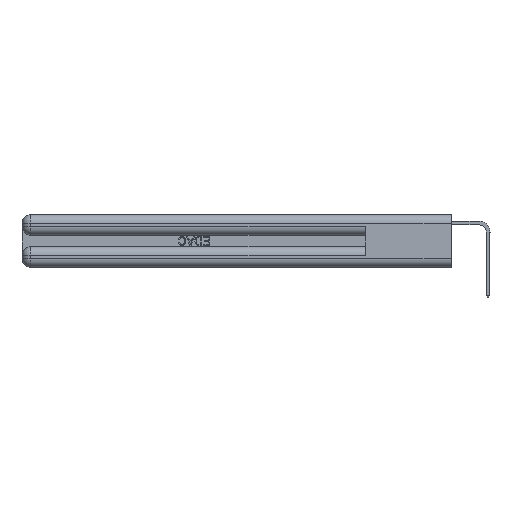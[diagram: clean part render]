
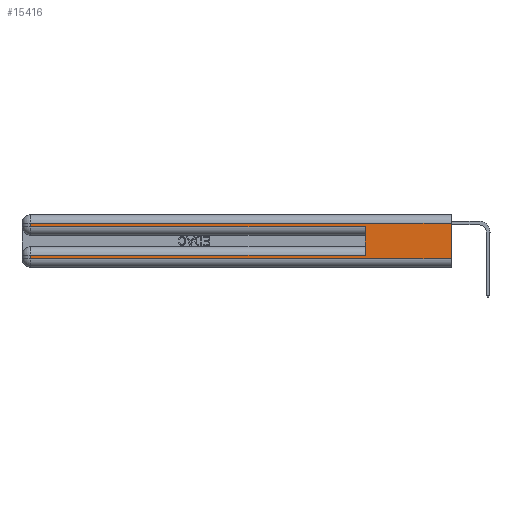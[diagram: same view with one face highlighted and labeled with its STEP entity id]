
A CAD part, left-side view. The second image highlights one B-rep face of the part: STEP entity #15416.
In plain terms, the highlighted planar face has unit normal (-1, 0, 0).
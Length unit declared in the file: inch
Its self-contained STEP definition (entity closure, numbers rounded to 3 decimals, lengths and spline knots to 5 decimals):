
#432 = CARTESIAN_POINT ( 'NONE',  ( 0., 0.6, 0.285 ) ) ;
#722 = LINE ( 'NONE', #15661, #26070 ) ;
#813 = CARTESIAN_POINT ( 'NONE',  ( 0., 0., 0.31 ) ) ;
#1054 = VERTEX_POINT ( 'NONE', #432 ) ;
#1467 = LINE ( 'NONE', #12664, #5733 ) ;
#1660 = EDGE_CURVE ( 'NONE', #11355, #4265, #10121, .T. ) ;
#1885 = PLANE ( 'NONE',  #16441 ) ;
#2700 = CARTESIAN_POINT ( 'NONE',  ( 0., 2.94, 0.06 ) ) ;
#2774 = VERTEX_POINT ( 'NONE', #2700 ) ;
#3111 = ORIENTED_EDGE ( 'NONE', *, *, #26811, .T. ) ;
#3552 = VECTOR ( 'NONE', #20425, 39.37008 ) ;
#4265 = VERTEX_POINT ( 'NONE', #21463 ) ;
#4782 = VECTOR ( 'NONE', #16766, 39.37008 ) ;
#5333 = DIRECTION ( 'NONE',  ( 0., 0., -1. ) ) ;
#5733 = VECTOR ( 'NONE', #5333, 39.37008 ) ;
#6373 = FACE_OUTER_BOUND ( 'NONE', #11969, .T. ) ;
#6985 = CARTESIAN_POINT ( 'NONE',  ( 0., 2.94, 0.085 ) ) ;
#7455 = EDGE_CURVE ( 'NONE', #22816, #1054, #9801, .T. ) ;
#8089 = CARTESIAN_POINT ( 'NONE',  ( 0., 0.6, 0.145 ) ) ;
#8207 = DIRECTION ( 'NONE',  ( 0., 0., -1. ) ) ;
#8243 = EDGE_CURVE ( 'NONE', #4265, #22816, #1467, .T. ) ;
#8559 = LINE ( 'NONE', #12653, #27308 ) ;
#8920 = ORIENTED_EDGE ( 'NONE', *, *, #23674, .F. ) ;
#9668 = VERTEX_POINT ( 'NONE', #20548 ) ;
#9713 = DIRECTION ( 'NONE',  ( 0., -1., 0. ) ) ;
#9801 = LINE ( 'NONE', #14651, #27765 ) ;
#10121 = LINE ( 'NONE', #813, #3552 ) ;
#10567 = LINE ( 'NONE', #14262, #4782 ) ;
#11160 = LINE ( 'NONE', #22846, #17632 ) ;
#11355 = VERTEX_POINT ( 'NONE', #25254 ) ;
#11827 = DIRECTION ( 'NONE',  ( 0., 0., -1. ) ) ;
#11969 = EDGE_LOOP ( 'NONE', ( #26909, #13914, #19604, #18835, #8920, #21906, #3111, #16967 ) ) ;
#12653 = CARTESIAN_POINT ( 'NONE',  ( 0., 2.94, 0.37 ) ) ;
#12664 = CARTESIAN_POINT ( 'NONE',  ( 0., 2.94, 0.37 ) ) ;
#13914 = ORIENTED_EDGE ( 'NONE', *, *, #1660, .T. ) ;
#14262 = CARTESIAN_POINT ( 'NONE',  ( 0., 0., 0.06 ) ) ;
#14651 = CARTESIAN_POINT ( 'NONE',  ( 0., 0., 0.285 ) ) ;
#15416 = ADVANCED_FACE ( 'NONE', ( #6373 ), #1885, .F. ) ;
#15469 = DIRECTION ( 'NONE',  ( 0., 0., 1. ) ) ;
#15624 = VERTEX_POINT ( 'NONE', #29672 ) ;
#15661 = CARTESIAN_POINT ( 'NONE',  ( 0., 0., 0.085 ) ) ;
#16441 = AXIS2_PLACEMENT_3D ( 'NONE', #26443, #31306, #11827 ) ;
#16766 = DIRECTION ( 'NONE',  ( 0., -1., 0. ) ) ;
#16967 = ORIENTED_EDGE ( 'NONE', *, *, #21476, .T. ) ;
#17011 = CARTESIAN_POINT ( 'NONE',  ( 0., 2.94, 0.285 ) ) ;
#17274 = VECTOR ( 'NONE', #15469, 39.37008 ) ;
#17632 = VECTOR ( 'NONE', #8207, 39.37008 ) ;
#18084 = DIRECTION ( 'NONE',  ( 0., 1., 0. ) ) ;
#18835 = ORIENTED_EDGE ( 'NONE', *, *, #7455, .T. ) ;
#19426 = EDGE_CURVE ( 'NONE', #15624, #30326, #722, .T. ) ;
#19604 = ORIENTED_EDGE ( 'NONE', *, *, #8243, .T. ) ;
#20425 = DIRECTION ( 'NONE',  ( 0., 1., 0. ) ) ;
#20548 = CARTESIAN_POINT ( 'NONE',  ( 0., 0., 0.06 ) ) ;
#21463 = CARTESIAN_POINT ( 'NONE',  ( 0., 2.94, 0.31 ) ) ;
#21476 = EDGE_CURVE ( 'NONE', #2774, #9668, #10567, .T. ) ;
#21906 = ORIENTED_EDGE ( 'NONE', *, *, #19426, .T. ) ;
#22816 = VERTEX_POINT ( 'NONE', #17011 ) ;
#22846 = CARTESIAN_POINT ( 'NONE',  ( 0., 0., 0.37 ) ) ;
#23674 = EDGE_CURVE ( 'NONE', #15624, #1054, #25329, .T. ) ;
#24822 = DIRECTION ( 'NONE',  ( 0., 0., -1. ) ) ;
#25254 = CARTESIAN_POINT ( 'NONE',  ( 0., 0., 0.31 ) ) ;
#25329 = LINE ( 'NONE', #8089, #17274 ) ;
#26070 = VECTOR ( 'NONE', #18084, 39.37008 ) ;
#26443 = CARTESIAN_POINT ( 'NONE',  ( 0., 0., 0.37 ) ) ;
#26811 = EDGE_CURVE ( 'NONE', #30326, #2774, #8559, .T. ) ;
#26909 = ORIENTED_EDGE ( 'NONE', *, *, #29014, .F. ) ;
#27308 = VECTOR ( 'NONE', #24822, 39.37008 ) ;
#27765 = VECTOR ( 'NONE', #9713, 39.37008 ) ;
#29014 = EDGE_CURVE ( 'NONE', #11355, #9668, #11160, .T. ) ;
#29672 = CARTESIAN_POINT ( 'NONE',  ( 0., 0.6, 0.085 ) ) ;
#30326 = VERTEX_POINT ( 'NONE', #6985 ) ;
#31306 = DIRECTION ( 'NONE',  ( 1., 0., 0. ) ) ;
